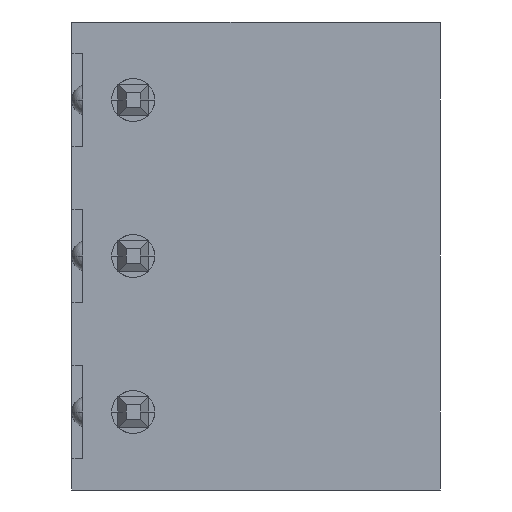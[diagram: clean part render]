
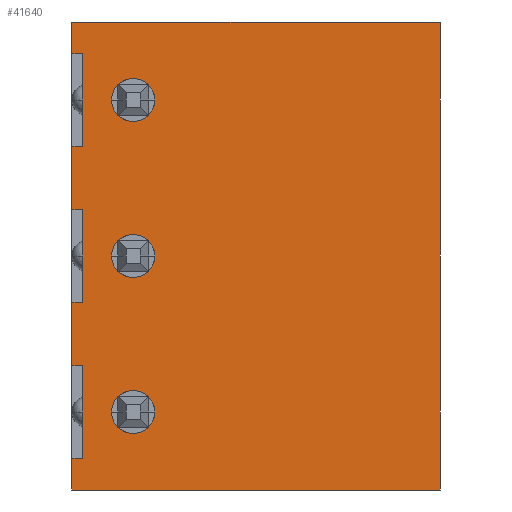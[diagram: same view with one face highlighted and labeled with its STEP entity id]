
A CAD part, front view. The second image highlights one B-rep face of the part: STEP entity #41640.
In plain terms, the highlighted planar face has unit normal (0, -1, 0).
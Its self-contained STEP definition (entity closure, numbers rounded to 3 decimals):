
#4980=CARTESIAN_POINT('',(37.927,37.773,
   -5.08));
#4990=VERTEX_POINT('',#4980);
#5020=CARTESIAN_POINT('',(38.627,37.773,
   -5.08));
#5030=DIRECTION('',(0.,-1.,
   0.));
#5040=DIRECTION('',(1.,0.,
   0.));
#5050=AXIS2_PLACEMENT_3D('',#5020,#5030,#5040);
#5060=CIRCLE('',#5050,0.7);
#5070=CARTESIAN_POINT('',(39.327,37.773,
   -5.08));
#5080=VERTEX_POINT('',#5070);
#5090=EDGE_CURVE('',#5080,#4990,#5060,.T.);
#9840=EDGE_CURVE('',#4990,#5080,#5060,.T.);
#18550=CARTESIAN_POINT('',(36.627,37.773
   ,1.5));
#18560=VERTEX_POINT('',#18550);
#18590=CARTESIAN_POINT('',(0.,37.773
   ,1.5));
#18600=DIRECTION('',(1.,0.,
   0.));
#18610=VECTOR('',#18600,1.);
#18620=LINE('',#18590,#18610);
#18630=CARTESIAN_POINT('',(36.977,37.773
   ,1.5));
#18640=VERTEX_POINT('',#18630);
#18650=EDGE_CURVE('',#18560,#18640,#18620,.T.);
#27970=CARTESIAN_POINT('',(48.627,37.773
   ,2.54));
#27980=VERTEX_POINT('',#27970);
#28010=CARTESIAN_POINT('',(0.,37.773
   ,2.54));
#28020=DIRECTION('',(1.,0.,
   0.));
#28030=VECTOR('',#28020,1.);
#28040=LINE('',#28010,#28030);
#28050=CARTESIAN_POINT('',(36.627,37.773
   ,2.54));
#28060=VERTEX_POINT('',#28050);
#28070=EDGE_CURVE('',#28060,#27980,#28040,.T.);
#34180=CARTESIAN_POINT('',(48.627,37.773
   ,-12.7));
#34190=VERTEX_POINT('',#34180);
#34220=CARTESIAN_POINT('',(48.627,37.773
   ,0.));
#34230=DIRECTION('',(0.,0.,
   -1.));
#34240=VECTOR('',#34230,1.);
#34250=LINE('',#34220,#34240);
#34260=EDGE_CURVE('',#27980,#34190,#34250,.T.);
#34910=CARTESIAN_POINT('',(37.927,37.773
   ,0.));
#34920=VERTEX_POINT('',#34910);
#34950=CARTESIAN_POINT('',(38.627,37.773
   ,0.));
#34960=DIRECTION('',(0.,-1.,
   0.));
#34970=DIRECTION('',(1.,0.,
   0.));
#34980=AXIS2_PLACEMENT_3D('',#34950,#34960,#34970);
#34990=CIRCLE('',#34980,0.7);
#35000=CARTESIAN_POINT('',(39.327,37.773
   ,0.));
#35010=VERTEX_POINT('',#35000);
#35020=EDGE_CURVE('',#35010,#34920,#34990,.T.);
#40300=CARTESIAN_POINT('',(38.127,37.773
   ,-0.08));
#40310=DIRECTION('',(0.,-1.,
   0.));
#40320=DIRECTION('',(-1.,0.,
   0.));
#40330=AXIS2_PLACEMENT_3D('',#40300,#40310,#40320);
#40340=PLANE('',#40330);
#40350=ORIENTED_EDGE('',*,*,#35020,.F.);
#40360=EDGE_CURVE('',#34920,#35010,#34990,.T.);
#40370=ORIENTED_EDGE('',*,*,#40360,.F.);
#40380=EDGE_LOOP('',(#40370,#40350));
#40390=FACE_BOUND('',#40380,.T.);
#40400=ORIENTED_EDGE('',*,*,#5090,.F.);
#40410=ORIENTED_EDGE('',*,*,#9840,.F.);
#40420=EDGE_LOOP('',(#40410,#40400));
#40430=FACE_BOUND('',#40420,.T.);
#40440=CARTESIAN_POINT('',(0.,37.773
   ,-8.66));
#40450=DIRECTION('',(-1.,0.,
   0.));
#40460=VECTOR('',#40450,1.);
#40470=LINE('',#40440,#40460);
#40480=CARTESIAN_POINT('',(36.977,37.773
   ,-8.66));
#40490=VERTEX_POINT('',#40480);
#40500=CARTESIAN_POINT('',(36.627,37.773
   ,-8.66));
#40510=VERTEX_POINT('',#40500);
#40520=EDGE_CURVE('',#40490,#40510,#40470,.T.);
#40530=ORIENTED_EDGE('',*,*,#40520,.F.);
#40540=CARTESIAN_POINT('',(36.627,37.773
   ,-5.08));
#40550=DIRECTION('',(0.,0.,
   1.));
#40560=VECTOR('',#40550,1.);
#40570=LINE('',#40540,#40560);
#40580=CARTESIAN_POINT('',(36.627,37.773
   ,-6.58));
#40590=VERTEX_POINT('',#40580);
#40600=EDGE_CURVE('',#40510,#40590,#40570,.T.);
#40610=ORIENTED_EDGE('',*,*,#40600,.F.);
#40620=CARTESIAN_POINT('',(0.,37.773
   ,-6.58));
#40630=DIRECTION('',(1.,0.,
   0.));
#40640=VECTOR('',#40630,1.);
#40650=LINE('',#40620,#40640);
#40660=CARTESIAN_POINT('',(36.977,37.773
   ,-6.58));
#40670=VERTEX_POINT('',#40660);
#40680=EDGE_CURVE('',#40590,#40670,#40650,.T.);
#40690=ORIENTED_EDGE('',*,*,#40680,.F.);
#40700=CARTESIAN_POINT('',(36.977,37.773
   ,-0.08));
#40710=DIRECTION('',(0.,0.,
   -1.));
#40720=VECTOR('',#40710,1.);
#40730=LINE('',#40700,#40720);
#40740=CARTESIAN_POINT('',(36.977,37.773
   ,-3.58));
#40750=VERTEX_POINT('',#40740);
#40760=EDGE_CURVE('',#40750,#40670,#40730,.T.);
#40770=ORIENTED_EDGE('',*,*,#40760,.T.);
#40780=CARTESIAN_POINT('',(0.,37.773
   ,-3.58));
#40790=DIRECTION('',(-1.,0.,
   0.));
#40800=VECTOR('',#40790,1.);
#40810=LINE('',#40780,#40800);
#40820=CARTESIAN_POINT('',(36.627,37.773
   ,-3.58));
#40830=VERTEX_POINT('',#40820);
#40840=EDGE_CURVE('',#40750,#40830,#40810,.T.);
#40850=ORIENTED_EDGE('',*,*,#40840,.F.);
#40860=CARTESIAN_POINT('',(36.627,37.773
   ,0.));
#40870=DIRECTION('',(0.,0.,
   1.));
#40880=VECTOR('',#40870,1.);
#40890=LINE('',#40860,#40880);
#40900=CARTESIAN_POINT('',(36.627,37.773
   ,-1.5));
#40910=VERTEX_POINT('',#40900);
#40920=EDGE_CURVE('',#40830,#40910,#40890,.T.);
#40930=ORIENTED_EDGE('',*,*,#40920,.F.);
#40940=CARTESIAN_POINT('',(0.,37.773
   ,-1.5));
#40950=DIRECTION('',(1.,0.,
   0.));
#40960=VECTOR('',#40950,1.);
#40970=LINE('',#40940,#40960);
#40980=CARTESIAN_POINT('',(36.977,37.773
   ,-1.5));
#40990=VERTEX_POINT('',#40980);
#41000=EDGE_CURVE('',#40910,#40990,#40970,.T.);
#41010=ORIENTED_EDGE('',*,*,#41000,.F.);
#41020=CARTESIAN_POINT('',(36.977,37.773
   ,0.));
#41030=DIRECTION('',(0.,0.,
   -1.));
#41040=VECTOR('',#41030,1.);
#41050=LINE('',#41020,#41040);
#41060=EDGE_CURVE('',#18640,#40990,#41050,.T.);
#41070=ORIENTED_EDGE('',*,*,#41060,.T.);
#41080=ORIENTED_EDGE('',*,*,#18650,.T.);
#41090=CARTESIAN_POINT('',(36.627,37.773
   ,0.));
#41100=DIRECTION('',(0.,0.,
   -1.));
#41110=VECTOR('',#41100,1.);
#41120=LINE('',#41090,#41110);
#41130=EDGE_CURVE('',#28060,#18560,#41120,.T.);
#41140=ORIENTED_EDGE('',*,*,#41130,.T.);
#41150=ORIENTED_EDGE('',*,*,#28070,.F.);
#41160=ORIENTED_EDGE('',*,*,#34260,.F.);
#41170=CARTESIAN_POINT('',(0.,37.773
   ,-12.7));
#41180=DIRECTION('',(1.,0.,
   0.));
#41190=VECTOR('',#41180,1.);
#41200=LINE('',#41170,#41190);
#41210=CARTESIAN_POINT('',(36.627,37.773
   ,-12.7));
#41220=VERTEX_POINT('',#41210);
#41230=EDGE_CURVE('',#41220,#34190,#41200,.T.);
#41240=ORIENTED_EDGE('',*,*,#41230,.T.);
#41250=CARTESIAN_POINT('',(36.627,37.773
   ,-5.16));
#41260=DIRECTION('',(0.,0.,
   -1.));
#41270=VECTOR('',#41260,1.);
#41280=LINE('',#41250,#41270);
#41290=CARTESIAN_POINT('',(36.627,37.773
   ,-11.66));
#41300=VERTEX_POINT('',#41290);
#41310=EDGE_CURVE('',#41300,#41220,#41280,.T.);
#41320=ORIENTED_EDGE('',*,*,#41310,.T.);
#41330=CARTESIAN_POINT('',(0.,37.773
   ,-11.66));
#41340=DIRECTION('',(1.,0.,
   0.));
#41350=VECTOR('',#41340,1.);
#41360=LINE('',#41330,#41350);
#41370=CARTESIAN_POINT('',(36.977,37.773
   ,-11.66));
#41380=VERTEX_POINT('',#41370);
#41390=EDGE_CURVE('',#41300,#41380,#41360,.T.);
#41400=ORIENTED_EDGE('',*,*,#41390,.F.);
#41410=CARTESIAN_POINT('',(36.977,37.773
   ,-5.16));
#41420=DIRECTION('',(0.,0.,
   -1.));
#41430=VECTOR('',#41420,1.);
#41440=LINE('',#41410,#41430);
#41450=EDGE_CURVE('',#40490,#41380,#41440,.T.);
#41460=ORIENTED_EDGE('',*,*,#41450,.T.);
#41470=EDGE_LOOP('',(#41460,#41400,#41320,#41240,#41160,#41150,#41140,
   #41080,#41070,#41010,#40930,#40850,#40770,#40690,#40610,#40530));
#41480=FACE_OUTER_BOUND('',#41470,.T.);
#41490=CARTESIAN_POINT('',(38.627,37.773
   ,-10.16));
#41500=DIRECTION('',(0.,-1.,
   0.));
#41510=DIRECTION('',(1.,0.,
   0.));
#41520=AXIS2_PLACEMENT_3D('',#41490,#41500,#41510);
#41530=CIRCLE('',#41520,0.7);
#41540=CARTESIAN_POINT('',(39.327,37.773
   ,-10.16));
#41550=VERTEX_POINT('',#41540);
#41560=CARTESIAN_POINT('',(37.927,37.773
   ,-10.16));
#41570=VERTEX_POINT('',#41560);
#41580=EDGE_CURVE('',#41550,#41570,#41530,.T.);
#41590=ORIENTED_EDGE('',*,*,#41580,.F.);
#41600=EDGE_CURVE('',#41570,#41550,#41530,.T.);
#41610=ORIENTED_EDGE('',*,*,#41600,.F.);
#41620=EDGE_LOOP('',(#41610,#41590));
#41630=FACE_BOUND('',#41620,.T.);
#41640=ADVANCED_FACE('',(#40390,#40430,#41480,#41630),#40340,.T.);
